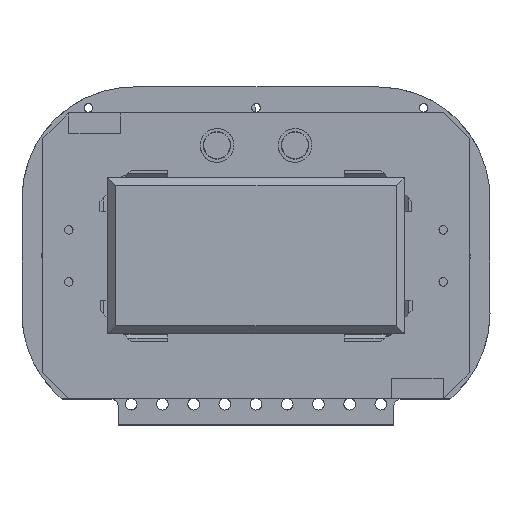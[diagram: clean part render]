
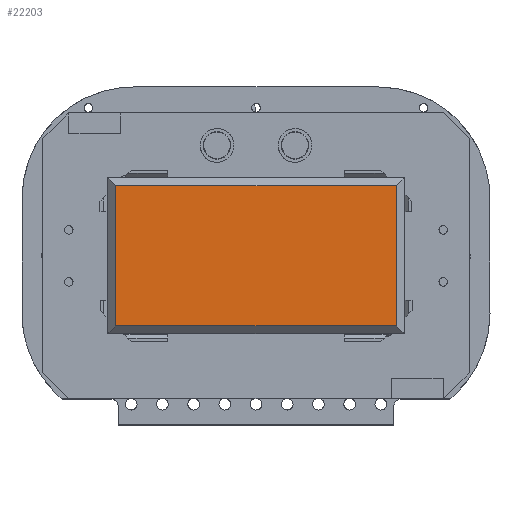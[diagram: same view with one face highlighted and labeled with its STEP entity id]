
A CAD part, top view. The second image highlights one B-rep face of the part: STEP entity #22203.
In plain terms, the highlighted face is planar.
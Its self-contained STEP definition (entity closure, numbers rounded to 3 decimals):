
#20956=CARTESIAN_POINT('Line Origine',(57.,57.,0.)) ;
#20960=CARTESIAN_POINT('Vertex',(111.,57.,0.)) ;
#20962=CARTESIAN_POINT('Vertex',(3.,57.,0.)) ;
#22080=CARTESIAN_POINT('Vertex',(3.,3.,0.)) ;
#22083=CARTESIAN_POINT('Line Origine',(57.,3.,0.)) ;
#22087=CARTESIAN_POINT('Vertex',(111.,3.,0.)) ;
#22107=CARTESIAN_POINT('Line Origine',(111.,30.,0.)) ;
#22187=CARTESIAN_POINT('Axis2P3D Location',(57.,15.,0.)) ;
#22192=CARTESIAN_POINT('Line Origine',(3.,30.,0.)) ;
#20957=DIRECTION('Vector Direction',(-1.,0.,0.)) ;
#22084=DIRECTION('Vector Direction',(1.,0.,0.)) ;
#22108=DIRECTION('Vector Direction',(0.,1.,0.)) ;
#22188=DIRECTION('Axis2P3D Direction',(0.,0.,1.)) ;
#22189=DIRECTION('Axis2P3D XDirection',(1.,0.,0.)) ;
#22193=DIRECTION('Vector Direction',(0.,-1.,0.)) ;
#22190=AXIS2_PLACEMENT_3D('Plane Axis2P3D',#22187,#22188,#22189) ;
#22198=ORIENTED_EDGE('',*,*,#22196,.F.) ;
#22199=ORIENTED_EDGE('',*,*,#20964,.F.) ;
#22200=ORIENTED_EDGE('',*,*,#22111,.F.) ;
#22201=ORIENTED_EDGE('',*,*,#22089,.F.) ;
#20958=VECTOR('Line Direction',#20957,1.) ;
#22085=VECTOR('Line Direction',#22084,1.) ;
#22109=VECTOR('Line Direction',#22108,1.) ;
#22194=VECTOR('Line Direction',#22193,1.) ;
#22203=ADVANCED_FACE('Volumenk\X2\00F6\X0\rper1',(#22202),#22191,.F.) ;
#20964=EDGE_CURVE('',#20961,#20963,#20959,.T.) ;
#22089=EDGE_CURVE('',#22081,#22088,#22086,.T.) ;
#22111=EDGE_CURVE('',#22088,#20961,#22110,.T.) ;
#22196=EDGE_CURVE('',#20963,#22081,#22195,.T.) ;
#22197=EDGE_LOOP('',(#22198,#22199,#22200,#22201)) ;
#22202=FACE_OUTER_BOUND('',#22197,.T.) ;
#20959=LINE('Line',#20956,#20958) ;
#22086=LINE('Line',#22083,#22085) ;
#22110=LINE('Line',#22107,#22109) ;
#22195=LINE('Line',#22192,#22194) ;
#22191=PLANE('',#22190) ;
#20961=VERTEX_POINT('',#20960) ;
#20963=VERTEX_POINT('',#20962) ;
#22081=VERTEX_POINT('',#22080) ;
#22088=VERTEX_POINT('',#22087) ;
